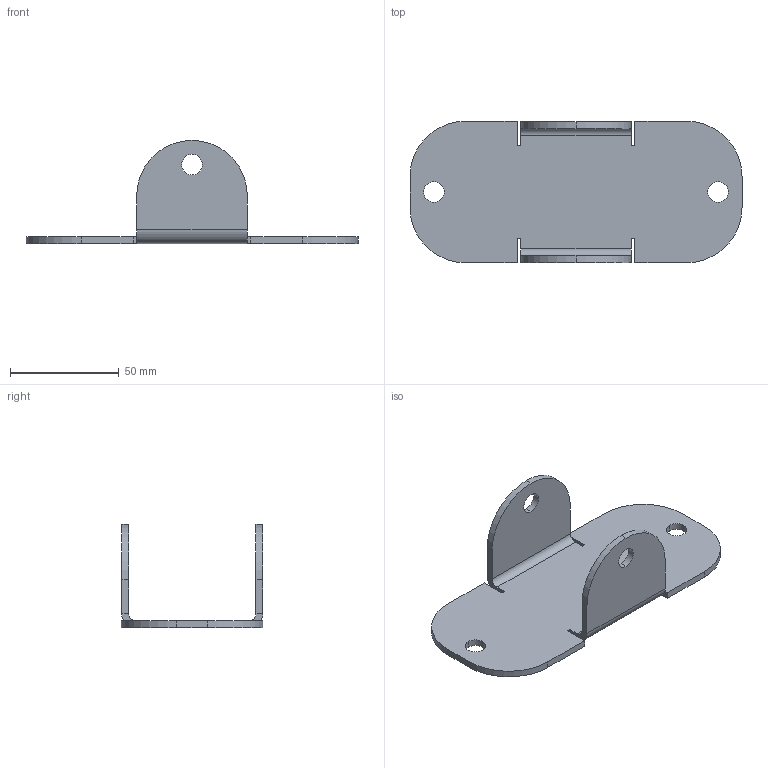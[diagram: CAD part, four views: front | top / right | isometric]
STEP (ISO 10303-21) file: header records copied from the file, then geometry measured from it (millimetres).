
FILE_DESCRIPTION (( 'STEP AP214' ), '1' );
FILE_NAME ('sheet metal base.STEP', '2026-01-29T18:01:28', ( 'FBC' ), ( '' ), 'SwSTEP 2.0', 'SolidWorks 2022', '' );
FILE_SCHEMA (( 'AUTOMOTIVE_DESIGN' ));
Length unit declared in the file: inch
Products named in the file (1): sheet metal base
Bounding box: 152.4 x 65.02 x 47.35 mm (x, y, z)
Volume: 40364.7 mm3; surface area: 27729.3 mm2
Topology: 1 solids, 1 shells, 52 faces, 134 edges, 84 vertices
Faces by surface type: plane 32, cylinder 20
Entity records: 1626 total; most frequent: DIRECTION 280, CARTESIAN_POINT 271, ORIENTED_EDGE 268, EDGE_CURVE 134, LINE 94, VECTOR 94, AXIS2_PLACEMENT_3D 93, VERTEX_POINT 84
